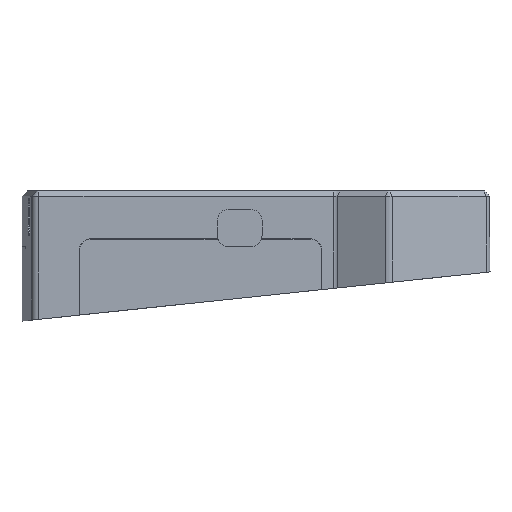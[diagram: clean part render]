
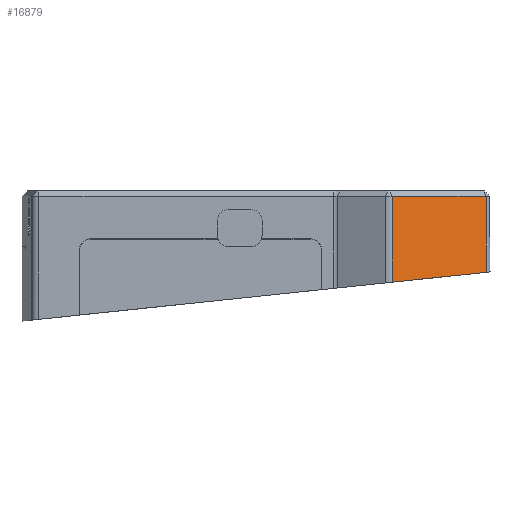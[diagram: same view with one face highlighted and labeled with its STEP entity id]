
A CAD part, left-side view. The second image highlights one B-rep face of the part: STEP entity #16879.
In plain terms, the highlighted planar face has unit normal (-0.867, -0.499, 0).
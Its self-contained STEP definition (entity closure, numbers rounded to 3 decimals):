
#8876 = PLANE('',#8877);
#8877 = AXIS2_PLACEMENT_3D('',#8878,#8879,#8880);
#8878 = CARTESIAN_POINT('',(89.79,-152.929,17.25));
#8879 = DIRECTION('',(0.613,0.353,-0.707));
#8880 = DIRECTION('',(0.499,-0.867,0.
    ));
#10291 = PLANE('',#10292);
#10292 = AXIS2_PLACEMENT_3D('',#10293,#10294,#10295);
#10293 = CARTESIAN_POINT('',(0.,-28.5,-17.));
#10294 = DIRECTION('',(0.,-0.105,-0.995));
#10295 = DIRECTION('',(0.,-0.995,0.105));
#13487 = VERTEX_POINT('',#13488);
#13488 = CARTESIAN_POINT('',(74.6,-128.054,16.5));
#13526 = CYLINDRICAL_SURFACE('',#13527,2.);
#13527 = AXIS2_PLACEMENT_3D('',#13528,#13529,#13530);
#13528 = CARTESIAN_POINT('',(76.334,-127.056,18.));
#13529 = DIRECTION('',(0.,0.,-1.));
#13530 = DIRECTION('',(-0.88,0.475,0.));
#13591 = VERTEX_POINT('',#13592);
#13592 = CARTESIAN_POINT('',(89.14,-153.303,16.5));
#13615 = EDGE_CURVE('',#13591,#13487,#13616,.T.);
#13616 = SURFACE_CURVE('',#13617,(#13621,#13628),.PCURVE_S1.);
#13617 = LINE('',#13618,#13619);
#13618 = CARTESIAN_POINT('',(89.14,-153.303,16.5));
#13619 = VECTOR('',#13620,1.);
#13620 = DIRECTION('',(-0.499,0.867,0.));
#13621 = PCURVE('',#8876,#13622);
#13622 = DEFINITIONAL_REPRESENTATION('',(#13623),#13627);
#13623 = LINE('',#13624,#13625);
#13624 = CARTESIAN_POINT('',(0.,1.061));
#13625 = VECTOR('',#13626,1.);
#13626 = DIRECTION('',(-1.,0.));
#13627 = ( GEOMETRIC_REPRESENTATION_CONTEXT(2) 
PARAMETRIC_REPRESENTATION_CONTEXT() REPRESENTATION_CONTEXT('2D SPACE',''
  ) );
#13628 = PCURVE('',#13629,#13634);
#13629 = PLANE('',#13630);
#13630 = AXIS2_PLACEMENT_3D('',#13631,#13632,#13633);
#13631 = CARTESIAN_POINT('',(81.983,-140.874,0.5));
#13632 = DIRECTION('',(-0.867,-0.499,0.));
#13633 = DIRECTION('',(0.499,-0.867,0.
    ));
#13634 = DEFINITIONAL_REPRESENTATION('',(#13635),#13639);
#13635 = LINE('',#13636,#13637);
#13636 = CARTESIAN_POINT('',(14.342,16.));
#13637 = VECTOR('',#13638,1.);
#13638 = DIRECTION('',(-1.,0.));
#13639 = ( GEOMETRIC_REPRESENTATION_CONTEXT(2) 
PARAMETRIC_REPRESENTATION_CONTEXT() REPRESENTATION_CONTEXT('2D SPACE',''
  ) );
#13739 = CYLINDRICAL_SURFACE('',#13740,2.);
#13740 = AXIS2_PLACEMENT_3D('',#13741,#13742,#13743);
#13741 = CARTESIAN_POINT('',(90.873,-152.305,18.));
#13742 = DIRECTION('',(0.,0.,-1.));
#13743 = DIRECTION('',(0.277,-0.961,0.));
#15064 = VERTEX_POINT('',#15065);
#15065 = CARTESIAN_POINT('',(89.14,-153.303,
    -3.883));
#15090 = EDGE_CURVE('',#15091,#15064,#15093,.T.);
#15091 = VERTEX_POINT('',#15092);
#15092 = CARTESIAN_POINT('',(74.6,-128.054,
    -6.536));
#15093 = SURFACE_CURVE('',#15094,(#15098,#15105),.PCURVE_S1.);
#15094 = LINE('',#15095,#15096);
#15095 = CARTESIAN_POINT('',(47.623,-81.206,
    -11.46));
#15096 = VECTOR('',#15097,1.);
#15097 = DIRECTION('',(0.497,-0.863,0.091)
  );
#15098 = PCURVE('',#10291,#15099);
#15099 = DEFINITIONAL_REPRESENTATION('',(#15100),#15104);
#15100 = LINE('',#15101,#15102);
#15101 = CARTESIAN_POINT('',(52.996,-47.623));
#15102 = VECTOR('',#15103,1.);
#15103 = DIRECTION('',(0.868,-0.497));
#15104 = ( GEOMETRIC_REPRESENTATION_CONTEXT(2) 
PARAMETRIC_REPRESENTATION_CONTEXT() REPRESENTATION_CONTEXT('2D SPACE',''
  ) );
#15105 = PCURVE('',#13629,#15106);
#15106 = DEFINITIONAL_REPRESENTATION('',(#15107),#15111);
#15107 = LINE('',#15108,#15109);
#15108 = CARTESIAN_POINT('',(-68.854,-11.96));
#15109 = VECTOR('',#15110,1.);
#15110 = DIRECTION('',(0.996,0.091));
#15111 = ( GEOMETRIC_REPRESENTATION_CONTEXT(2) 
PARAMETRIC_REPRESENTATION_CONTEXT() REPRESENTATION_CONTEXT('2D SPACE',''
  ) );
#16858 = EDGE_CURVE('',#13487,#15091,#16859,.T.);
#16859 = SURFACE_CURVE('',#16860,(#16864,#16871),.PCURVE_S1.);
#16860 = LINE('',#16861,#16862);
#16861 = CARTESIAN_POINT('',(74.6,-128.054,18.));
#16862 = VECTOR('',#16863,1.);
#16863 = DIRECTION('',(0.,0.,-1.));
#16864 = PCURVE('',#13526,#16865);
#16865 = DEFINITIONAL_REPRESENTATION('',(#16866),#16870);
#16866 = LINE('',#16867,#16868);
#16867 = CARTESIAN_POINT('',(-1.017,0.));
#16868 = VECTOR('',#16869,1.);
#16869 = DIRECTION('',(-0.,1.));
#16870 = ( GEOMETRIC_REPRESENTATION_CONTEXT(2) 
PARAMETRIC_REPRESENTATION_CONTEXT() REPRESENTATION_CONTEXT('2D SPACE',''
  ) );
#16871 = PCURVE('',#13629,#16872);
#16872 = DEFINITIONAL_REPRESENTATION('',(#16873),#16877);
#16873 = LINE('',#16874,#16875);
#16874 = CARTESIAN_POINT('',(-14.794,17.5));
#16875 = VECTOR('',#16876,1.);
#16876 = DIRECTION('',(0.,-1.));
#16877 = ( GEOMETRIC_REPRESENTATION_CONTEXT(2) 
PARAMETRIC_REPRESENTATION_CONTEXT() REPRESENTATION_CONTEXT('2D SPACE',''
  ) );
#16879 = ADVANCED_FACE('',(#16880),#13629,.T.);
#16880 = FACE_BOUND('',#16881,.T.);
#16881 = EDGE_LOOP('',(#16882,#16883,#16884,#16905));
#16882 = ORIENTED_EDGE('',*,*,#16858,.T.);
#16883 = ORIENTED_EDGE('',*,*,#15090,.T.);
#16884 = ORIENTED_EDGE('',*,*,#16885,.F.);
#16885 = EDGE_CURVE('',#13591,#15064,#16886,.T.);
#16886 = SURFACE_CURVE('',#16887,(#16891,#16898),.PCURVE_S1.);
#16887 = LINE('',#16888,#16889);
#16888 = CARTESIAN_POINT('',(89.14,-153.303,18.));
#16889 = VECTOR('',#16890,1.);
#16890 = DIRECTION('',(0.,0.,-1.));
#16891 = PCURVE('',#13629,#16892);
#16892 = DEFINITIONAL_REPRESENTATION('',(#16893),#16897);
#16893 = LINE('',#16894,#16895);
#16894 = CARTESIAN_POINT('',(14.342,17.5));
#16895 = VECTOR('',#16896,1.);
#16896 = DIRECTION('',(0.,-1.));
#16897 = ( GEOMETRIC_REPRESENTATION_CONTEXT(2) 
PARAMETRIC_REPRESENTATION_CONTEXT() REPRESENTATION_CONTEXT('2D SPACE',''
  ) );
#16898 = PCURVE('',#13739,#16899);
#16899 = DEFINITIONAL_REPRESENTATION('',(#16900),#16904);
#16900 = LINE('',#16901,#16902);
#16901 = CARTESIAN_POINT('',(1.329,0.));
#16902 = VECTOR('',#16903,1.);
#16903 = DIRECTION('',(0.,1.));
#16904 = ( GEOMETRIC_REPRESENTATION_CONTEXT(2) 
PARAMETRIC_REPRESENTATION_CONTEXT() REPRESENTATION_CONTEXT('2D SPACE',''
  ) );
#16905 = ORIENTED_EDGE('',*,*,#13615,.T.);
